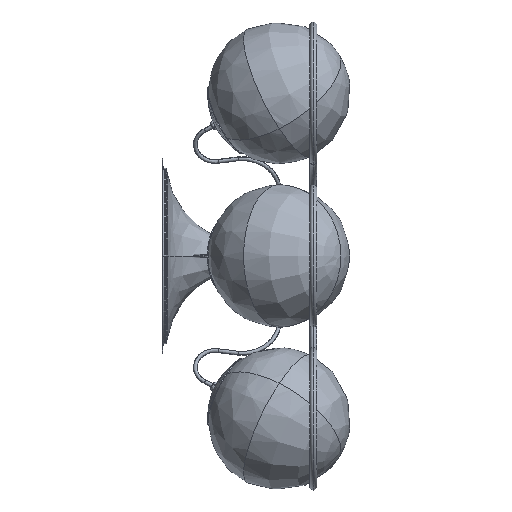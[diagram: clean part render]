
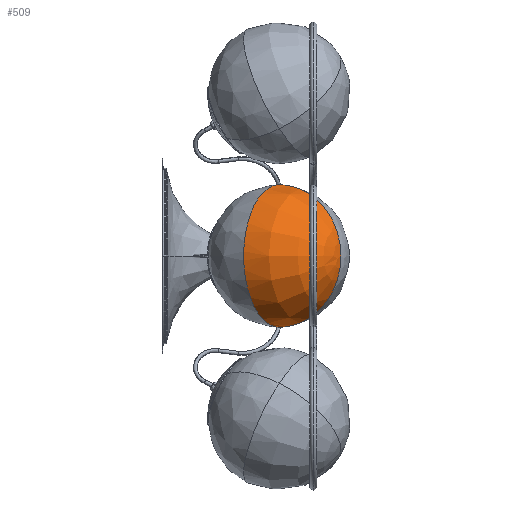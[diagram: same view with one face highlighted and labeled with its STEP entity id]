
A CAD part, left-side view. The second image highlights one B-rep face of the part: STEP entity #509.
In plain terms, the highlighted free-form (B-spline) face has degree [2, 2] with [5, 5] control points.
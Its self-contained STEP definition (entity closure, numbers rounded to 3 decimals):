
#509=ADVANCED_FACE('',(#858),#4995,.T.);
#858=FACE_OUTER_BOUND('',#1213,.T.);
#1213=EDGE_LOOP('',(#1993,#1994,#1995));
#1993=ORIENTED_EDGE('',*,*,#3191,.T.);
#1994=ORIENTED_EDGE('',*,*,#3183,.F.);
#1995=ORIENTED_EDGE('',*,*,#3196,.F.);
#3183=EDGE_CURVE('',#4564,#4563,#3986,.T.);
#3191=EDGE_CURVE('',#4567,#4563,#3994,.T.);
#3196=EDGE_CURVE('',#4567,#4564,#3999,.T.);
#3986=(
BOUNDED_CURVE()
B_SPLINE_CURVE(2,(#12845,#12846,#12847,#12848,#12849),.UNSPECIFIED.,.F.,
 .F.)
B_SPLINE_CURVE_WITH_KNOTS((3,2,3),(-314.159,-157.08,0.),
 .UNSPECIFIED.)
CURVE()
GEOMETRIC_REPRESENTATION_ITEM()
RATIONAL_B_SPLINE_CURVE((1.,0.707,1.,0.707,1.))
REPRESENTATION_ITEM('')
);
#3994=(
BOUNDED_CURVE()
B_SPLINE_CURVE(2,(#12875,#12876,#12877),.UNSPECIFIED.,.F.,.F.)
B_SPLINE_CURVE_WITH_KNOTS((3,3),(0.,157.08),.UNSPECIFIED.)
CURVE()
GEOMETRIC_REPRESENTATION_ITEM()
RATIONAL_B_SPLINE_CURVE((1.,0.707,1.))
REPRESENTATION_ITEM('')
);
#3999=(
BOUNDED_CURVE()
B_SPLINE_CURVE(2,(#12890,#12891,#12892),.UNSPECIFIED.,.F.,.F.)
B_SPLINE_CURVE_WITH_KNOTS((3,3),(0.,157.08),.UNSPECIFIED.)
CURVE()
GEOMETRIC_REPRESENTATION_ITEM()
RATIONAL_B_SPLINE_CURVE((1.,0.707,1.))
REPRESENTATION_ITEM('')
);
#4563=VERTEX_POINT('',#12807);
#4564=VERTEX_POINT('',#12808);
#4567=VERTEX_POINT('',#12811);
#4995=(
BOUNDED_SURFACE()
B_SPLINE_SURFACE(2,2,((#12774,#12775,#12776,#12777,#12778),(#12779,#12780,
#12781,#12782,#12783),(#12784,#12785,#12786,#12787,#12788),(#12789,#12790,
#12791,#12792,#12793),(#12794,#12795,#12796,#12797,#12798)),
 .UNSPECIFIED.,.F.,.F.,.F.)
B_SPLINE_SURFACE_WITH_KNOTS((3,2,3),(3,2,3),(314.159,471.239,
628.319),(0.,157.08,314.159),.UNSPECIFIED.)
GEOMETRIC_REPRESENTATION_ITEM()
RATIONAL_B_SPLINE_SURFACE(((1.,0.707,1.,0.707,1.),
(0.707,0.5,0.707,0.5,0.707),(1.,0.707,
1.,0.707,1.),(0.707,0.5,0.707,0.5,0.707),
(1.,0.707,1.,0.707,1.)))
REPRESENTATION_ITEM('')
SURFACE()
);
#12774=CARTESIAN_POINT('',(79.101,3223.331,0.));
#12775=CARTESIAN_POINT('',(79.101,3223.331,-100.));
#12776=CARTESIAN_POINT('',(129.101,3309.933,-100.));
#12777=CARTESIAN_POINT('',(179.101,3396.536,-100.));
#12778=CARTESIAN_POINT('',(179.101,3396.536,0.));
#12779=CARTESIAN_POINT('',(79.101,3223.331,0.));
#12780=CARTESIAN_POINT('',(-7.502,3273.331,-100.));
#12781=CARTESIAN_POINT('',(42.498,3359.933,-100.));
#12782=CARTESIAN_POINT('',(92.498,3446.536,-100.));
#12783=CARTESIAN_POINT('',(179.101,3396.536,0.));
#12784=CARTESIAN_POINT('',(79.101,3223.331,0.));
#12785=CARTESIAN_POINT('',(-7.502,3273.331,0.));
#12786=CARTESIAN_POINT('',(42.498,3359.933,0.));
#12787=CARTESIAN_POINT('',(92.498,3446.536,0.));
#12788=CARTESIAN_POINT('',(179.101,3396.536,0.));
#12789=CARTESIAN_POINT('',(79.101,3223.331,0.));
#12790=CARTESIAN_POINT('',(-7.502,3273.331,100.));
#12791=CARTESIAN_POINT('',(42.498,3359.933,100.));
#12792=CARTESIAN_POINT('',(92.498,3446.536,100.));
#12793=CARTESIAN_POINT('',(179.101,3396.536,0.));
#12794=CARTESIAN_POINT('',(79.101,3223.331,0.));
#12795=CARTESIAN_POINT('',(79.101,3223.331,100.));
#12796=CARTESIAN_POINT('',(129.101,3309.933,100.));
#12797=CARTESIAN_POINT('',(179.101,3396.536,100.));
#12798=CARTESIAN_POINT('',(179.101,3396.536,0.));
#12807=CARTESIAN_POINT('',(129.101,3309.933,100.));
#12808=CARTESIAN_POINT('',(129.101,3309.933,-100.));
#12811=CARTESIAN_POINT('',(79.101,3223.331,0.));
#12845=CARTESIAN_POINT('',(129.101,3309.933,-100.));
#12846=CARTESIAN_POINT('',(42.498,3359.933,-100.));
#12847=CARTESIAN_POINT('',(42.498,3359.933,0.));
#12848=CARTESIAN_POINT('',(42.498,3359.933,100.));
#12849=CARTESIAN_POINT('',(129.101,3309.933,100.));
#12875=CARTESIAN_POINT('',(79.101,3223.331,0.));
#12876=CARTESIAN_POINT('',(79.101,3223.331,100.));
#12877=CARTESIAN_POINT('',(129.101,3309.933,100.));
#12890=CARTESIAN_POINT('',(79.101,3223.331,0.));
#12891=CARTESIAN_POINT('',(79.101,3223.331,-100.));
#12892=CARTESIAN_POINT('',(129.101,3309.933,-100.));
